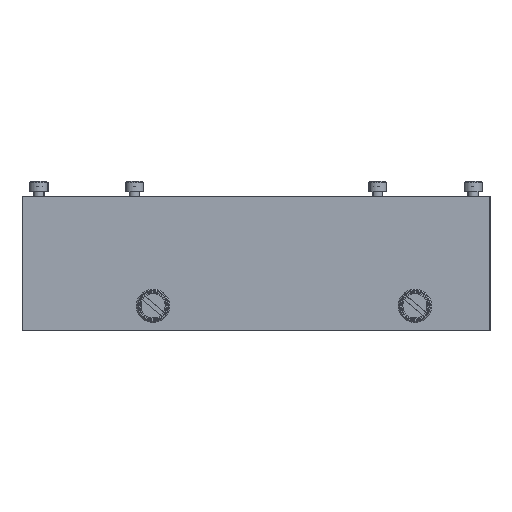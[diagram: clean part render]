
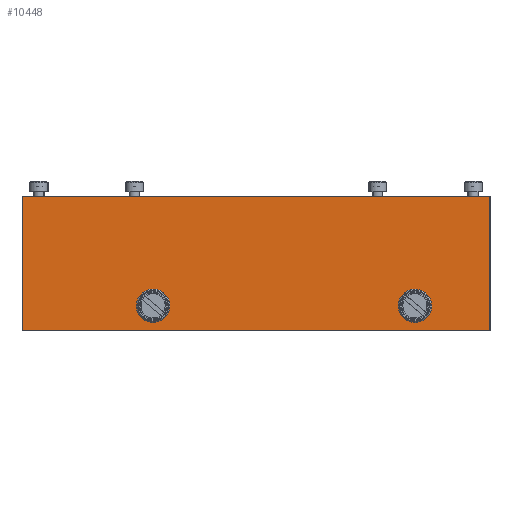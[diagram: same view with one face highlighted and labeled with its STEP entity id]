
A CAD part, left-side view. The second image highlights one B-rep face of the part: STEP entity #10448.
In plain terms, the highlighted face is planar.
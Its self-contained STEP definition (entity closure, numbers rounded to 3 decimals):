
#59 = DIRECTION ( 'NONE',  ( 1., 0., 0. ) ) ;
#446 = CARTESIAN_POINT ( 'NONE',  ( 0., 0., 0. ) ) ;
#637 = CARTESIAN_POINT ( 'NONE',  ( 177.292, 0., 0. ) ) ;
#776 = CARTESIAN_POINT ( 'NONE',  ( 0., 50.8, 0. ) ) ;
#802 = VERTEX_POINT ( 'NONE', #446 ) ;
#841 = VERTEX_POINT ( 'NONE', #10451 ) ;
#1257 = AXIS2_PLACEMENT_3D ( 'NONE', #1858, #6036, #6986 ) ;
#1439 = EDGE_LOOP ( 'NONE', ( #5349, #13132 ) ) ;
#1549 = EDGE_LOOP ( 'NONE', ( #12807, #4044 ) ) ;
#1638 = EDGE_CURVE ( 'NONE', #13696, #802, #7595, .T. ) ;
#1858 = CARTESIAN_POINT ( 'NONE',  ( 148.844, 9.525, 0. ) ) ;
#2000 = AXIS2_PLACEMENT_3D ( 'NONE', #7265, #8208, #8624 ) ;
#2177 = VERTEX_POINT ( 'NONE', #2893 ) ;
#2377 = FACE_OUTER_BOUND ( 'NONE', #9566, .T. ) ;
#2612 = DIRECTION ( 'NONE',  ( 0., -1., 0. ) ) ;
#2715 = CARTESIAN_POINT ( 'NONE',  ( 151.892, 0., 0. ) ) ;
#2893 = CARTESIAN_POINT ( 'NONE',  ( 45.086, 9.525, 0. ) ) ;
#3008 = EDGE_CURVE ( 'NONE', #8235, #802, #4403, .T. ) ;
#3099 = VECTOR ( 'NONE', #15122, 1000. ) ;
#3291 = DIRECTION ( 'NONE',  ( 0., -1., 0. ) ) ;
#4044 = ORIENTED_EDGE ( 'NONE', *, *, #9330, .T. ) ;
#4403 = LINE ( 'NONE', #9193, #6827 ) ;
#4406 = DIRECTION ( 'NONE',  ( 1., 0., 0. ) ) ;
#4820 = CIRCLE ( 'NONE', #14618, 4.571 ) ;
#4841 = EDGE_CURVE ( 'NONE', #8755, #2177, #4820, .T. ) ;
#5349 = ORIENTED_EDGE ( 'NONE', *, *, #4841, .T. ) ;
#5505 = CARTESIAN_POINT ( 'NONE',  ( 49.657, 9.525, 0. ) ) ;
#5826 = EDGE_CURVE ( 'NONE', #11140, #13696, #13310, .T. ) ;
#6036 = DIRECTION ( 'NONE',  ( 0., 0., -1. ) ) ;
#6077 = CARTESIAN_POINT ( 'NONE',  ( 49.657, 9.525, 0. ) ) ;
#6491 = ORIENTED_EDGE ( 'NONE', *, *, #14817, .T. ) ;
#6777 = DIRECTION ( 'NONE',  ( 0., 0., -1. ) ) ;
#6827 = VECTOR ( 'NONE', #3291, 1000. ) ;
#6929 = AXIS2_PLACEMENT_3D ( 'NONE', #5505, #6777, #4406 ) ;
#6986 = DIRECTION ( 'NONE',  ( 0., -1., 0. ) ) ;
#7027 = CARTESIAN_POINT ( 'NONE',  ( 177.292, 50.8, 0. ) ) ;
#7065 = CIRCLE ( 'NONE', #1257, 4.571 ) ;
#7265 = CARTESIAN_POINT ( 'NONE',  ( 177.292, 0., 0. ) ) ;
#7432 = CARTESIAN_POINT ( 'NONE',  ( 177.292, 0., 0. ) ) ;
#7595 = LINE ( 'NONE', #2715, #10896 ) ;
#8146 = CARTESIAN_POINT ( 'NONE',  ( 148.844, 9.525, 0. ) ) ;
#8208 = DIRECTION ( 'NONE',  ( 0., 0., 1. ) ) ;
#8235 = VERTEX_POINT ( 'NONE', #776 ) ;
#8624 = DIRECTION ( 'NONE',  ( 1., 0., 0. ) ) ;
#8755 = VERTEX_POINT ( 'NONE', #11168 ) ;
#8768 = DIRECTION ( 'NONE',  ( -1., 0., 0. ) ) ;
#9193 = CARTESIAN_POINT ( 'NONE',  ( 0., 0., 0. ) ) ;
#9330 = EDGE_CURVE ( 'NONE', #9859, #841, #10215, .T. ) ;
#9415 = CIRCLE ( 'NONE', #6929, 4.571 ) ;
#9566 = EDGE_LOOP ( 'NONE', ( #13674, #13941, #11562, #6491 ) ) ;
#9613 = DIRECTION ( 'NONE',  ( 0., 0., -1. ) ) ;
#9615 = VECTOR ( 'NONE', #2612, 1000. ) ;
#9680 = PLANE ( 'NONE',  #2000 ) ;
#9859 = VERTEX_POINT ( 'NONE', #13475 ) ;
#10015 = CARTESIAN_POINT ( 'NONE',  ( 177.292, 50.8, 0. ) ) ;
#10215 = CIRCLE ( 'NONE', #14206, 4.571 ) ;
#10448 = ADVANCED_FACE ( 'NONE', ( #10557, #10637, #2377 ), #9680, .T. ) ;
#10451 = CARTESIAN_POINT ( 'NONE',  ( 148.844, 4.954, 0. ) ) ;
#10557 = FACE_BOUND ( 'NONE', #1549, .T. ) ;
#10637 = FACE_BOUND ( 'NONE', #1439, .T. ) ;
#10862 = DIRECTION ( 'NONE',  ( 0., 0., -1. ) ) ;
#10896 = VECTOR ( 'NONE', #8768, 1000. ) ;
#10958 = EDGE_CURVE ( 'NONE', #841, #9859, #7065, .T. ) ;
#11140 = VERTEX_POINT ( 'NONE', #10015 ) ;
#11168 = CARTESIAN_POINT ( 'NONE',  ( 54.228, 9.525, 0. ) ) ;
#11275 = LINE ( 'NONE', #7027, #3099 ) ;
#11562 = ORIENTED_EDGE ( 'NONE', *, *, #5826, .F. ) ;
#11701 = EDGE_CURVE ( 'NONE', #2177, #8755, #9415, .T. ) ;
#12807 = ORIENTED_EDGE ( 'NONE', *, *, #10958, .T. ) ;
#13132 = ORIENTED_EDGE ( 'NONE', *, *, #11701, .T. ) ;
#13310 = LINE ( 'NONE', #7432, #9615 ) ;
#13475 = CARTESIAN_POINT ( 'NONE',  ( 148.844, 14.096, 0. ) ) ;
#13674 = ORIENTED_EDGE ( 'NONE', *, *, #3008, .T. ) ;
#13696 = VERTEX_POINT ( 'NONE', #637 ) ;
#13941 = ORIENTED_EDGE ( 'NONE', *, *, #1638, .F. ) ;
#14206 = AXIS2_PLACEMENT_3D ( 'NONE', #8146, #9613, #15371 ) ;
#14618 = AXIS2_PLACEMENT_3D ( 'NONE', #6077, #10862, #59 ) ;
#14817 = EDGE_CURVE ( 'NONE', #11140, #8235, #11275, .T. ) ;
#15122 = DIRECTION ( 'NONE',  ( -1., 0., 0. ) ) ;
#15371 = DIRECTION ( 'NONE',  ( 0., -1., 0. ) ) ;
